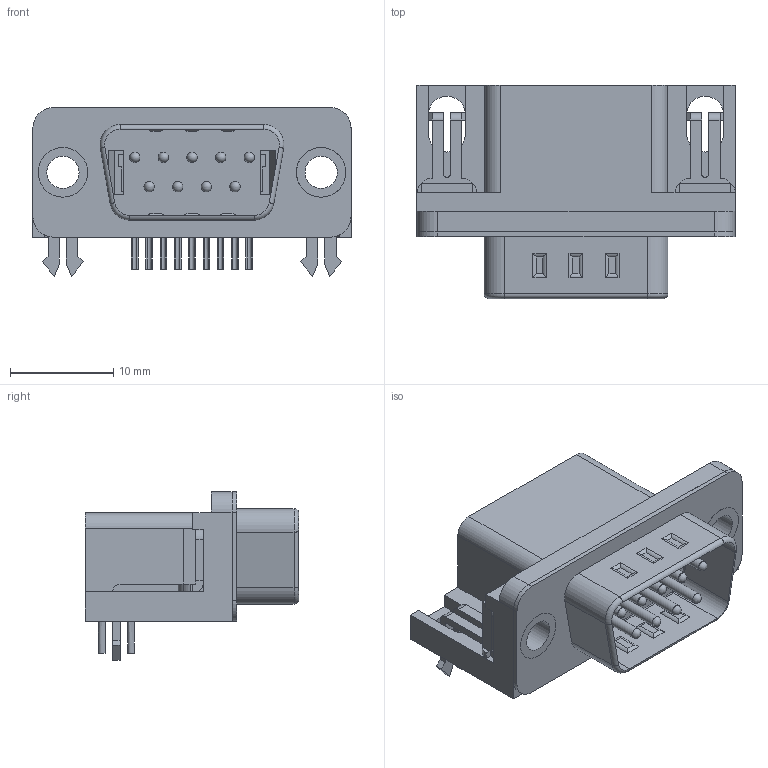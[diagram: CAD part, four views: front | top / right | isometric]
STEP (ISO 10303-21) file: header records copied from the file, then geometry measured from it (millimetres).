
FILE_DESCRIPTION(/* description */ ('Unknown'),/* implementation_level */ '2;1');
FILE_NAME(/* name */ '618009233721',/* time_stamp */ '2018-11-08T12:12:46+01:00',/* author */ ('Unknown'),/* organization */ ('Unknown'),/* preprocessor_version */ 'ST-DEVELOPER v16.7',/* originating_system */ 'DEX',/* authorisation */ $);
FILE_SCHEMA (('AUTOMOTIVE_DESIGN {1 0 10303 214 3 1 1}'));
Length unit declared in the file: millimetre
Products named in the file (8): 6180xx233721; 6180092xxx21; 6180092xxx21_ARRIERE; 6180xx2xxx21_PIN_COURTE; 6180xx2xxx21_PIN_LONGUE; 6180xx23xx21_CLIP; 6180xx2xxx21_SERRAGE
Assembly tree (16 placements, depth 2):
  6180xx233721
    6180092xxx21
    6180092xxx21_ARRIERE
    6180092xxx21
    6180xx2xxx21_PIN_COURTE  x4
    6180xx2xxx21_PIN_LONGUE  x5
    6180xx23xx21_CLIP  x2
    6180xx2xxx21_SERRAGE  x2
Bounding box: 30.82 x 20.65 x 16.35 mm (x, y, z)
Volume: 3161 mm3; surface area: 6272.9 mm2
Topology: 16 solids, 16 shells, 711 faces, 1866 edges, 1177 vertices
Faces by surface type: plane 396, cylinder 148, bspline 135, cone 15, sphere 9, torus 8
Full cylindrical faces by diameter (mm): 0.7 x4, 0.8 x5, 1 x18, 3.121 x2, 4 x8
Entity records: 17304 total; most frequent: CARTESIAN_POINT 6385, ORIENTED_EDGE 2210, DIRECTION 2108, EDGE_CURVE 1105, LINE 868, VECTOR 868, VERTEX_POINT 733, AXIS2_PLACEMENT_3D 620
